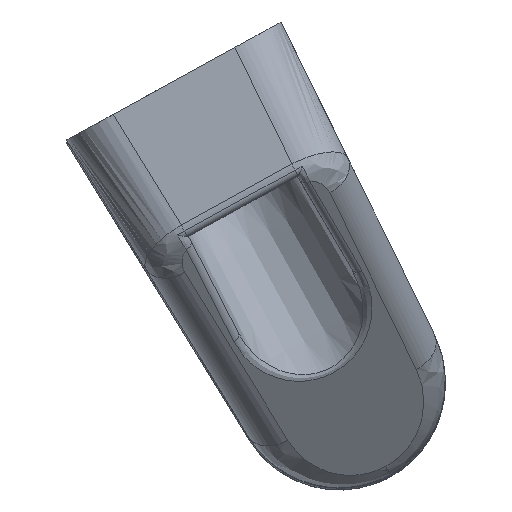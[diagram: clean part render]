
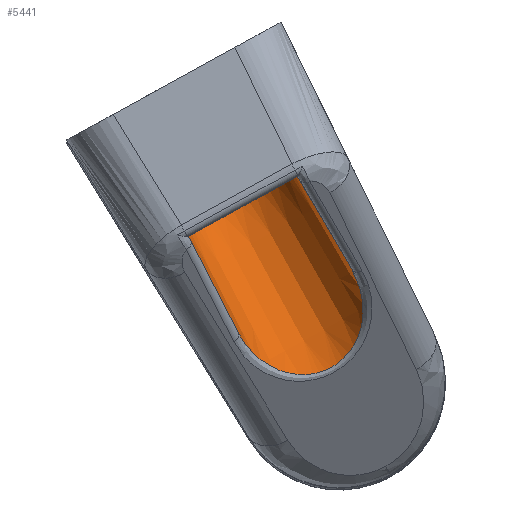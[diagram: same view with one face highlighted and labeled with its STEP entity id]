
A CAD part, top view. The second image highlights one B-rep face of the part: STEP entity #5441.
In plain terms, the highlighted conical face has half-angle 1.5 degrees and reference radius 7.621 mm.
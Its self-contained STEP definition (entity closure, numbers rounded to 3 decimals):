
#18 = CARTESIAN_POINT ( 'NONE',  ( -15.66, 19.346, 98.234 ) ) ;
#65 = EDGE_CURVE ( 'NONE', #4697, #6023, #7151, .T. ) ;
#91 = ORIENTED_EDGE ( 'NONE', *, *, #4822, .T. ) ;
#247 = VERTEX_POINT ( 'NONE', #1815 ) ;
#354 = EDGE_CURVE ( 'NONE', #7000, #1126, #9153, .T. ) ;
#457 = CARTESIAN_POINT ( 'NONE',  ( -8.34, 1.746, 99.477 ) ) ;
#550 = ORIENTED_EDGE ( 'NONE', *, *, #1148, .F. ) ;
#658 = ORIENTED_EDGE ( 'NONE', *, *, #354, .F. ) ;
#737 = CARTESIAN_POINT ( 'NONE',  ( -17.89, 18.119, 101.269 ) ) ;
#859 = CARTESIAN_POINT ( 'NONE',  ( -11.228, 21.786, 96.879 ) ) ;
#871 = CARTESIAN_POINT ( 'NONE',  ( -11.815, 21.463, 104.5 ) ) ;
#893 = B_SPLINE_CURVE_WITH_KNOTS ( 'NONE', 3,
 ( #4851, #6923, #2713, #8948, #1141, #1848, #8987, #2679, #7576, #6826, #3317, #6155, #4750, #457, #5452, #1885, #3351, #4816 ),
 .UNSPECIFIED., .F., .F.,
 ( 4, 2, 2, 2, 2, 2, 2, 2, 4 ),
 ( 0., 0.125, 0.25, 0.375, 0.5, 0.625, 0.75, 0.875, 1. ),
 .UNSPECIFIED. ) ;
#1126 = VERTEX_POINT ( 'NONE', #5043 ) ;
#1141 = CARTESIAN_POINT ( 'NONE',  ( 2.986, 7.98, 99.477 ) ) ;
#1148 = EDGE_CURVE ( 'NONE', #247, #4697, #1799, .T. ) ;
#1216 = B_SPLINE_CURVE_WITH_KNOTS ( 'NONE', 3,
 ( #2147, #1450, #1410, #4355, #737, #8485, #4264, #6377, #18, #2119 ),
 .UNSPECIFIED., .F., .F.,
 ( 4, 2, 2, 2, 4 ),
 ( 0., 0.25, 0.5, 0.75, 1. ),
 .UNSPECIFIED. ) ;
#1410 = CARTESIAN_POINT ( 'NONE',  ( -18.415, 17.83, 103.174 ) ) ;
#1450 = CARTESIAN_POINT ( 'NONE',  ( -18.491, 17.788, 103.831 ) ) ;
#1666 = CARTESIAN_POINT ( 'NONE',  ( -5.517, 24.929, 101.881 ) ) ;
#1684 = CARTESIAN_POINT ( 'NONE',  ( -8.476, 23.301, 97.9 ) ) ;
#1799 = B_SPLINE_CURVE_WITH_KNOTS ( 'NONE', 3,
 ( #9177, #3576, #4354, #2212, #5101, #859, #4441, #8692, #2172, #7986 ),
 .UNSPECIFIED., .F., .F.,
 ( 4, 2, 2, 2, 4 ),
 ( 0., 0.25, 0.5, 0.75, 1. ),
 .UNSPECIFIED. ) ;
#1815 = CARTESIAN_POINT ( 'NONE',  ( -15.153, 19.626, 97.9 ) ) ;
#1848 = CARTESIAN_POINT ( 'NONE',  ( 2.514, 5.767, 97.949 ) ) ;
#1885 = CARTESIAN_POINT ( 'NONE',  ( -11.092, 3.939, 102.371 ) ) ;
#1955 = CARTESIAN_POINT ( 'NONE',  ( -5.138, 25.138, 104.5 ) ) ;
#2119 = CARTESIAN_POINT ( 'NONE',  ( -15.153, 19.626, 97.9 ) ) ;
#2147 = CARTESIAN_POINT ( 'NONE',  ( -18.491, 17.788, 104.5 ) ) ;
#2172 = CARTESIAN_POINT ( 'NONE',  ( -8.984, 23.021, 97.566 ) ) ;
#2193 = CARTESIAN_POINT ( 'NONE',  ( -12.379, 5.963, 104.5 ) ) ;
#2212 = CARTESIAN_POINT ( 'NONE',  ( -12.976, 20.824, 96.966 ) ) ;
#2279 = CARTESIAN_POINT ( 'NONE',  ( -7.508, 23.834, 98.638 ) ) ;
#2679 = CARTESIAN_POINT ( 'NONE',  ( 0.792, 2.975, 96.505 ) ) ;
#2713 = CARTESIAN_POINT ( 'NONE',  ( 2.605, 11.479, 102.371 ) ) ;
#2727 = CARTESIAN_POINT ( 'NONE',  ( -5.138, 25.138, 104.5 ) ) ;
#2752 = CARTESIAN_POINT ( 'NONE',  ( 1.584, 13.649, 104.5 ) ) ;
#2838 = AXIS2_PLACEMENT_3D ( 'NONE', #871, #8666, #7346 ) ;
#2916 = VERTEX_POINT ( 'NONE', #5817 ) ;
#2997 = ORIENTED_EDGE ( 'NONE', *, *, #65, .F. ) ;
#3216 = CARTESIAN_POINT ( 'NONE',  ( -5.138, 25.138, 103.831 ) ) ;
#3288 = CONICAL_SURFACE ( 'NONE', #2838, 7.621, 0.026 ) ;
#3317 = CARTESIAN_POINT ( 'NONE',  ( -2.937, 0.923, 96.505 ) ) ;
#3351 = CARTESIAN_POINT ( 'NONE',  ( -11.831, 4.902, 103.439 ) ) ;
#3576 = CARTESIAN_POINT ( 'NONE',  ( -14.645, 19.905, 97.565 ) ) ;
#3833 = EDGE_LOOP ( 'NONE', ( #5331, #91, #2997, #550, #4857, #658 ) ) ;
#3939 = CARTESIAN_POINT ( 'NONE',  ( -6.326, 24.484, 100.11 ) ) ;
#4115 = CARTESIAN_POINT ( 'NONE',  ( -18.491, 17.788, 104.5 ) ) ;
#4264 = CARTESIAN_POINT ( 'NONE',  ( -16.95, 18.636, 99.584 ) ) ;
#4354 = CARTESIAN_POINT ( 'NONE',  ( -14.109, 20.2, 97.312 ) ) ;
#4355 = CARTESIAN_POINT ( 'NONE',  ( -18.112, 17.997, 101.881 ) ) ;
#4441 = CARTESIAN_POINT ( 'NONE',  ( -10.653, 22.103, 96.965 ) ) ;
#4697 = VERTEX_POINT ( 'NONE', #1684 ) ;
#4750 = CARTESIAN_POINT ( 'NONE',  ( -6.218, 0.961, 97.949 ) ) ;
#4816 = CARTESIAN_POINT ( 'NONE',  ( -12.379, 5.963, 104.5 ) ) ;
#4822 = EDGE_CURVE ( 'NONE', #2916, #6023, #8147, .T. ) ;
#4851 = CARTESIAN_POINT ( 'NONE',  ( 1.584, 13.649, 104.5 ) ) ;
#4857 = ORIENTED_EDGE ( 'NONE', *, *, #6672, .F. ) ;
#5043 = CARTESIAN_POINT ( 'NONE',  ( -18.491, 17.788, 104.5 ) ) ;
#5101 = CARTESIAN_POINT ( 'NONE',  ( -12.401, 21.14, 96.879 ) ) ;
#5144 = CARTESIAN_POINT ( 'NONE',  ( -7.969, 23.58, 98.235 ) ) ;
#5235 = CARTESIAN_POINT ( 'NONE',  ( -5.74, 24.807, 101.269 ) ) ;
#5331 = ORIENTED_EDGE ( 'NONE', *, *, #7317, .F. ) ;
#5441 = ADVANCED_FACE ( 'NONE', ( #7481 ), #3288, .F. ) ;
#5452 = CARTESIAN_POINT ( 'NONE',  ( -9.346, 2.361, 100.39 ) ) ;
#5471 = CARTESIAN_POINT ( 'NONE',  ( -12.379, 5.963, 104.5 ) ) ;
#5524 = CARTESIAN_POINT ( 'NONE',  ( -0.657, 17.479, 104.5 ) ) ;
#5817 = CARTESIAN_POINT ( 'NONE',  ( 1.584, 13.649, 104.5 ) ) ;
#5925 = CARTESIAN_POINT ( 'NONE',  ( -5.214, 25.096, 103.174 ) ) ;
#6023 = VERTEX_POINT ( 'NONE', #1955 ) ;
#6155 = CARTESIAN_POINT ( 'NONE',  ( -5.102, 0.791, 97.336 ) ) ;
#6377 = CARTESIAN_POINT ( 'NONE',  ( -16.121, 19.093, 98.638 ) ) ;
#6672 = EDGE_CURVE ( 'NONE', #1126, #247, #1216, .T. ) ;
#6726 = CARTESIAN_POINT ( 'NONE',  ( -6.679, 24.29, 99.584 ) ) ;
#6826 = CARTESIAN_POINT ( 'NONE',  ( -1.889, 1.224, 96.289 ) ) ;
#6871 = CARTESIAN_POINT ( 'NONE',  ( -14.417, 9.905, 104.5 ) ) ;
#6923 = CARTESIAN_POINT ( 'NONE',  ( 2.187, 12.618, 103.439 ) ) ;
#7000 = VERTEX_POINT ( 'NONE', #2193 ) ;
#7151 = B_SPLINE_CURVE_WITH_KNOTS ( 'NONE', 3,
 ( #7283, #5144, #2279, #6726, #3939, #5235, #1666, #5925, #3216, #8062 ),
 .UNSPECIFIED., .F., .F.,
 ( 4, 2, 2, 2, 4 ),
 ( 0., 0.25, 0.5, 0.75, 1. ),
 .UNSPECIFIED. ) ;
#7283 = CARTESIAN_POINT ( 'NONE',  ( -8.476, 23.301, 97.9 ) ) ;
#7317 = EDGE_CURVE ( 'NONE', #2916, #7000, #893, .T. ) ;
#7346 = DIRECTION ( 'NONE',  ( -0.876, -0.482, 0. ) ) ;
#7481 = FACE_OUTER_BOUND ( 'NONE', #3833, .T. ) ;
#7576 = CARTESIAN_POINT ( 'NONE',  ( -0.024, 2.251, 96.289 ) ) ;
#7986 = CARTESIAN_POINT ( 'NONE',  ( -8.476, 23.301, 97.9 ) ) ;
#8062 = CARTESIAN_POINT ( 'NONE',  ( -5.138, 25.138, 104.5 ) ) ;
#8147 = B_SPLINE_CURVE_WITH_KNOTS ( 'NONE', 3,
 ( #2752, #5524, #8391, #2727 ),
 .UNSPECIFIED., .F., .F.,
 ( 4, 4 ),
 ( 0., 1. ),
 .UNSPECIFIED. ) ;
#8391 = CARTESIAN_POINT ( 'NONE',  ( -2.898, 21.308, 104.5 ) ) ;
#8485 = CARTESIAN_POINT ( 'NONE',  ( -17.303, 18.442, 100.11 ) ) ;
#8666 = DIRECTION ( 'NONE',  ( 0.482, -0.876, 0. ) ) ;
#8692 = CARTESIAN_POINT ( 'NONE',  ( -9.521, 22.726, 97.312 ) ) ;
#8948 = CARTESIAN_POINT ( 'NONE',  ( 3.005, 9.159, 100.39 ) ) ;
#8987 = CARTESIAN_POINT ( 'NONE',  ( 2.061, 4.734, 97.336 ) ) ;
#9036 = CARTESIAN_POINT ( 'NONE',  ( -16.454, 13.846, 104.5 ) ) ;
#9153 = B_SPLINE_CURVE_WITH_KNOTS ( 'NONE', 3,
 ( #5471, #6871, #9036, #4115 ),
 .UNSPECIFIED., .F., .F.,
 ( 4, 4 ),
 ( 0., 1. ),
 .UNSPECIFIED. ) ;
#9177 = CARTESIAN_POINT ( 'NONE',  ( -15.153, 19.626, 97.9 ) ) ;
